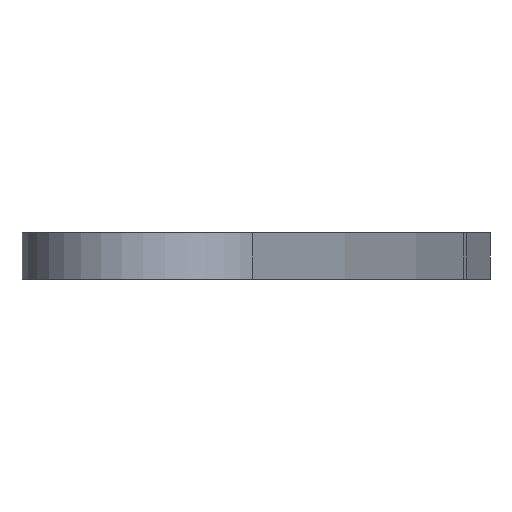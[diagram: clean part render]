
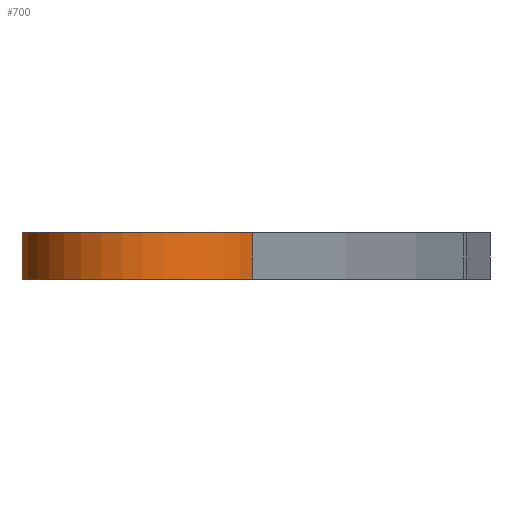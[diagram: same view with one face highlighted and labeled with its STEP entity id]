
A CAD part, front view. The second image highlights one B-rep face of the part: STEP entity #700.
In plain terms, the highlighted cylindrical face has radius 8.5 mm (diameter 17 mm), a partial arc.
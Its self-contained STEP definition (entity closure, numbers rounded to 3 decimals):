
#27=CYLINDRICAL_SURFACE('',#786,8.5);
#50=CIRCLE('',#735,8.5);
#66=CIRCLE('',#758,8.5);
#109=FACE_OUTER_BOUND('',#153,.T.);
#153=EDGE_LOOP('',(#632,#633,#634,#635));
#217=LINE('',#1194,#281);
#218=LINE('',#1196,#282);
#281=VECTOR('',#986,10.);
#282=VECTOR('',#989,10.);
#314=VERTEX_POINT('',#1070);
#315=VERTEX_POINT('',#1072);
#337=VERTEX_POINT('',#1131);
#338=VERTEX_POINT('',#1133);
#385=EDGE_CURVE('',#314,#315,#50,.T.);
#416=EDGE_CURVE('',#338,#337,#66,.T.);
#447=EDGE_CURVE('',#337,#315,#217,.T.);
#448=EDGE_CURVE('',#338,#314,#218,.T.);
#632=ORIENTED_EDGE('',*,*,#416,.T.);
#633=ORIENTED_EDGE('',*,*,#447,.T.);
#634=ORIENTED_EDGE('',*,*,#385,.F.);
#635=ORIENTED_EDGE('',*,*,#448,.F.);
#700=ADVANCED_FACE('',(#109),#27,.T.);
#735=AXIS2_PLACEMENT_3D('',#1073,#850,#851);
#758=AXIS2_PLACEMENT_3D('',#1134,#911,#912);
#786=AXIS2_PLACEMENT_3D('',#1195,#987,#988);
#850=DIRECTION('center_axis',(0.,0.,
-1.));
#851=DIRECTION('ref_axis',(0.851,-0.525,0.));
#911=DIRECTION('center_axis',(0.,0.,
-1.));
#912=DIRECTION('ref_axis',(0.851,-0.525,0.));
#986=DIRECTION('',(0.,0.,-1.));
#987=DIRECTION('center_axis',(0.,0.,
-1.));
#988=DIRECTION('ref_axis',(0.851,-0.525,0.));
#989=DIRECTION('',(0.,0.,-1.));
#1070=CARTESIAN_POINT('',(411.161,-132.78,0.242));
#1072=CARTESIAN_POINT('',(396.69,-123.859,0.242));
#1073=CARTESIAN_POINT('Origin',(403.925,-128.32,0.242));
#1131=CARTESIAN_POINT('',(396.69,-123.859,3.417));
#1133=CARTESIAN_POINT('',(411.161,-132.78,3.417));
#1134=CARTESIAN_POINT('Origin',(403.925,-128.32,3.417));
#1194=CARTESIAN_POINT('',(396.69,-123.859,3.417));
#1195=CARTESIAN_POINT('Origin',(403.925,-128.32,3.417));
#1196=CARTESIAN_POINT('',(411.161,-132.78,3.417));
